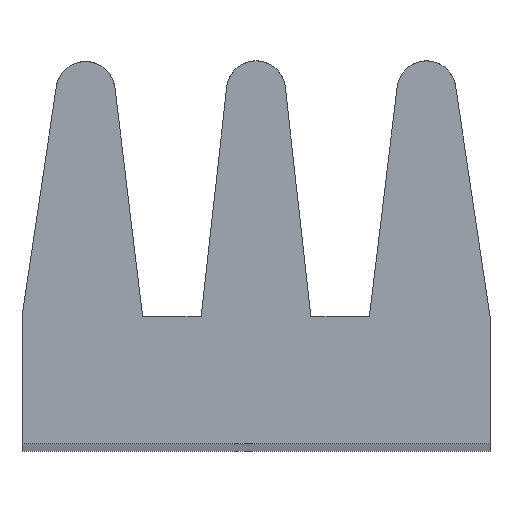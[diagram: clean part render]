
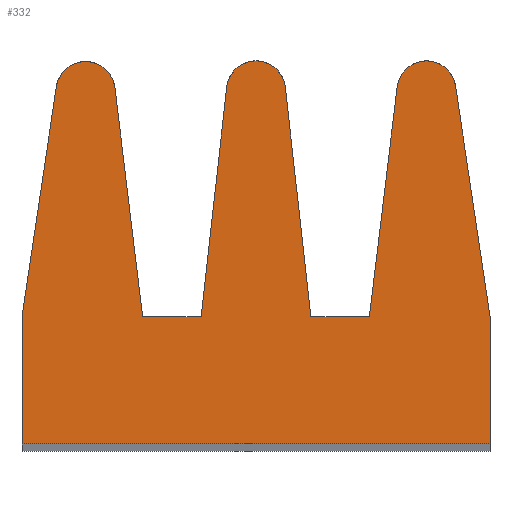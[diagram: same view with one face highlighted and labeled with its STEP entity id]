
A CAD part, top view. The second image highlights one B-rep face of the part: STEP entity #332.
In plain terms, the highlighted free-form (B-spline) face has degree [1, 1] with [2, 2] control points.
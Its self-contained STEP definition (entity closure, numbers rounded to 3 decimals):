
#200=(
BOUNDED_SURFACE()
B_SPLINE_SURFACE(1,1,((#201,#202),(#203,#204)),.UNSPECIFIED.,.F.,.F.,.F.)
B_SPLINE_SURFACE_WITH_KNOTS((2,2),(2,2),(0.000,1.000),(0.000,1.000),.UNSPECIFIED.)
GEOMETRIC_REPRESENTATION_ITEM()
RATIONAL_B_SPLINE_SURFACE(((1.,1.),(1.,1.)))
REPRESENTATION_ITEM('')
SURFACE()
);
#201=CARTESIAN_POINT('',(-4.,4.374,35.));
#202=CARTESIAN_POINT('',(4.,4.374,35.));
#203=CARTESIAN_POINT('',(-4.,-2.174,35.));
#204=CARTESIAN_POINT('',(4.,-2.174,35.));
#205=CARTESIAN_POINT('',(-4.,-2.174,35.));
#206=VERTEX_POINT('',#205);
#207=(
BOUNDED_CURVE()
B_SPLINE_CURVE(1,(#208,#209),.UNSPECIFIED.,.F.,.F.)
B_SPLINE_CURVE_WITH_KNOTS((2,2),(0.000,1.000),.UNSPECIFIED.)
CURVE()
GEOMETRIC_REPRESENTATION_ITEM()
RATIONAL_B_SPLINE_CURVE((1.,1.))
REPRESENTATION_ITEM('')
);
#208=CARTESIAN_POINT('',(-4.,-2.174,35.));
#209=CARTESIAN_POINT('',(-4.,0.,35.));
#210=CARTESIAN_POINT('',(-4.,0.,35.));
#211=VERTEX_POINT('',#210);
#212=EDGE_CURVE('',#206,#211,#207,.T.);
#213=ORIENTED_EDGE('',*,*,#212,.T.);
#214=(
BOUNDED_CURVE()
B_SPLINE_CURVE(1,(#215,#216),.UNSPECIFIED.,.F.,.F.)
B_SPLINE_CURVE_WITH_KNOTS((2,2),(0.000,1.000),.UNSPECIFIED.)
CURVE()
GEOMETRIC_REPRESENTATION_ITEM()
RATIONAL_B_SPLINE_CURVE((1.,1.))
REPRESENTATION_ITEM('')
);
#215=CARTESIAN_POINT('',(-4.,0.,35.));
#216=CARTESIAN_POINT('',(-3.413,3.931,35.));
#217=CARTESIAN_POINT('',(-3.413,3.931,35.));
#218=VERTEX_POINT('',#217);
#219=EDGE_CURVE('',#211,#218,#214,.T.);
#220=ORIENTED_EDGE('',*,*,#219,.T.);
#221=(
BOUNDED_CURVE()
B_SPLINE_CURVE(2,(#222,#223,#224),.UNSPECIFIED.,.F.,.F.)
B_SPLINE_CURVE_WITH_KNOTS((3,3),(0.000,1.000),.UNSPECIFIED.)
CURVE()
GEOMETRIC_REPRESENTATION_ITEM()
RATIONAL_B_SPLINE_CURVE((1.,0.758,1.))
REPRESENTATION_ITEM('')
);
#222=CARTESIAN_POINT('',(-3.413,3.931,35.));
#223=CARTESIAN_POINT('',(-3.349,4.362,35.));
#224=CARTESIAN_POINT('',(-2.913,4.362,35.));
#225=CARTESIAN_POINT('',(-2.913,4.362,35.));
#226=VERTEX_POINT('',#225);
#227=EDGE_CURVE('',#218,#226,#221,.T.);
#228=ORIENTED_EDGE('',*,*,#227,.T.);
#229=(
BOUNDED_CURVE()
B_SPLINE_CURVE(2,(#230,#231,#232),.UNSPECIFIED.,.F.,.F.)
B_SPLINE_CURVE_WITH_KNOTS((3,3),(0.000,1.000),.UNSPECIFIED.)
CURVE()
GEOMETRIC_REPRESENTATION_ITEM()
RATIONAL_B_SPLINE_CURVE((1.,0.758,1.))
REPRESENTATION_ITEM('')
);
#230=CARTESIAN_POINT('',(-2.913,4.362,35.));
#231=CARTESIAN_POINT('',(-2.478,4.362,35.));
#232=CARTESIAN_POINT('',(-2.413,3.931,35.));
#233=CARTESIAN_POINT('',(-2.413,3.931,35.));
#234=VERTEX_POINT('',#233);
#235=EDGE_CURVE('',#226,#234,#229,.T.);
#236=ORIENTED_EDGE('',*,*,#235,.T.);
#237=(
BOUNDED_CURVE()
B_SPLINE_CURVE(1,(#238,#239),.UNSPECIFIED.,.F.,.F.)
B_SPLINE_CURVE_WITH_KNOTS((2,2),(0.000,1.000),.UNSPECIFIED.)
CURVE()
GEOMETRIC_REPRESENTATION_ITEM()
RATIONAL_B_SPLINE_CURVE((1.,1.))
REPRESENTATION_ITEM('')
);
#238=CARTESIAN_POINT('',(-2.413,3.931,35.));
#239=CARTESIAN_POINT('',(-1.938,0.,35.));
#240=CARTESIAN_POINT('',(-1.938,0.,35.));
#241=VERTEX_POINT('',#240);
#242=EDGE_CURVE('',#234,#241,#237,.T.);
#243=ORIENTED_EDGE('',*,*,#242,.T.);
#244=(
BOUNDED_CURVE()
B_SPLINE_CURVE(1,(#245,#246),.UNSPECIFIED.,.F.,.F.)
B_SPLINE_CURVE_WITH_KNOTS((2,2),(0.000,1.000),.UNSPECIFIED.)
CURVE()
GEOMETRIC_REPRESENTATION_ITEM()
RATIONAL_B_SPLINE_CURVE((1.,1.))
REPRESENTATION_ITEM('')
);
#245=CARTESIAN_POINT('',(-1.938,0.,35.));
#246=CARTESIAN_POINT('',(-0.938,0.,35.));
#247=CARTESIAN_POINT('',(-0.938,0.,35.));
#248=VERTEX_POINT('',#247);
#249=EDGE_CURVE('',#241,#248,#244,.T.);
#250=ORIENTED_EDGE('',*,*,#249,.T.);
#251=(
BOUNDED_CURVE()
B_SPLINE_CURVE(1,(#252,#253),.UNSPECIFIED.,.F.,.F.)
B_SPLINE_CURVE_WITH_KNOTS((2,2),(0.000,1.000),.UNSPECIFIED.)
CURVE()
GEOMETRIC_REPRESENTATION_ITEM()
RATIONAL_B_SPLINE_CURVE((1.,1.))
REPRESENTATION_ITEM('')
);
#252=CARTESIAN_POINT('',(-0.938,0.,35.));
#253=CARTESIAN_POINT('',(-0.5,3.931,35.));
#254=CARTESIAN_POINT('',(-0.5,3.931,35.));
#255=VERTEX_POINT('',#254);
#256=EDGE_CURVE('',#248,#255,#251,.T.);
#257=ORIENTED_EDGE('',*,*,#256,.T.);
#258=(
BOUNDED_CURVE()
B_SPLINE_CURVE(2,(#259,#260,#261),.UNSPECIFIED.,.F.,.F.)
B_SPLINE_CURVE_WITH_KNOTS((3,3),(0.000,1.000),.UNSPECIFIED.)
CURVE()
GEOMETRIC_REPRESENTATION_ITEM()
RATIONAL_B_SPLINE_CURVE((1.,0.748,1.))
REPRESENTATION_ITEM('')
);
#259=CARTESIAN_POINT('',(-0.5,3.931,35.));
#260=CARTESIAN_POINT('',(-0.446,4.374,35.));
#261=CARTESIAN_POINT('',(0.,4.374,35.));
#262=CARTESIAN_POINT('',(0.,4.374,35.));
#263=VERTEX_POINT('',#262);
#264=EDGE_CURVE('',#255,#263,#258,.T.);
#265=ORIENTED_EDGE('',*,*,#264,.T.);
#266=(
BOUNDED_CURVE()
B_SPLINE_CURVE(2,(#267,#268,#269),.UNSPECIFIED.,.F.,.F.)
B_SPLINE_CURVE_WITH_KNOTS((3,3),(0.000,1.000),.UNSPECIFIED.)
CURVE()
GEOMETRIC_REPRESENTATION_ITEM()
RATIONAL_B_SPLINE_CURVE((1.,0.748,1.))
REPRESENTATION_ITEM('')
);
#267=CARTESIAN_POINT('',(0.,4.374,35.));
#268=CARTESIAN_POINT('',(0.446,4.374,35.));
#269=CARTESIAN_POINT('',(0.5,3.931,35.));
#270=CARTESIAN_POINT('',(0.5,3.931,35.));
#271=VERTEX_POINT('',#270);
#272=EDGE_CURVE('',#263,#271,#266,.T.);
#273=ORIENTED_EDGE('',*,*,#272,.T.);
#274=(
BOUNDED_CURVE()
B_SPLINE_CURVE(1,(#275,#276),.UNSPECIFIED.,.F.,.F.)
B_SPLINE_CURVE_WITH_KNOTS((2,2),(0.000,1.000),.UNSPECIFIED.)
CURVE()
GEOMETRIC_REPRESENTATION_ITEM()
RATIONAL_B_SPLINE_CURVE((1.,1.))
REPRESENTATION_ITEM('')
);
#275=CARTESIAN_POINT('',(0.5,3.931,35.));
#276=CARTESIAN_POINT('',(0.938,0.,35.));
#277=CARTESIAN_POINT('',(0.938,0.,35.));
#278=VERTEX_POINT('',#277);
#279=EDGE_CURVE('',#271,#278,#274,.T.);
#280=ORIENTED_EDGE('',*,*,#279,.T.);
#281=(
BOUNDED_CURVE()
B_SPLINE_CURVE(1,(#282,#283),.UNSPECIFIED.,.F.,.F.)
B_SPLINE_CURVE_WITH_KNOTS((2,2),(0.000,1.000),.UNSPECIFIED.)
CURVE()
GEOMETRIC_REPRESENTATION_ITEM()
RATIONAL_B_SPLINE_CURVE((1.,1.))
REPRESENTATION_ITEM('')
);
#282=CARTESIAN_POINT('',(0.938,0.,35.));
#283=CARTESIAN_POINT('',(1.938,0.,35.));
#284=CARTESIAN_POINT('',(1.938,0.,35.));
#285=VERTEX_POINT('',#284);
#286=EDGE_CURVE('',#278,#285,#281,.T.);
#287=ORIENTED_EDGE('',*,*,#286,.T.);
#288=(
BOUNDED_CURVE()
B_SPLINE_CURVE(1,(#289,#290),.UNSPECIFIED.,.F.,.F.)
B_SPLINE_CURVE_WITH_KNOTS((2,2),(0.000,1.000),.UNSPECIFIED.)
CURVE()
GEOMETRIC_REPRESENTATION_ITEM()
RATIONAL_B_SPLINE_CURVE((1.,1.))
REPRESENTATION_ITEM('')
);
#289=CARTESIAN_POINT('',(1.938,0.,35.));
#290=CARTESIAN_POINT('',(2.413,3.931,35.));
#291=CARTESIAN_POINT('',(2.413,3.931,35.));
#292=VERTEX_POINT('',#291);
#293=EDGE_CURVE('',#285,#292,#288,.T.);
#294=ORIENTED_EDGE('',*,*,#293,.T.);
#295=(
BOUNDED_CURVE()
B_SPLINE_CURVE(2,(#296,#297,#298),.UNSPECIFIED.,.F.,.F.)
B_SPLINE_CURVE_WITH_KNOTS((3,3),(0.000,1.000),.UNSPECIFIED.)
CURVE()
GEOMETRIC_REPRESENTATION_ITEM()
RATIONAL_B_SPLINE_CURVE((1.,0.748,1.))
REPRESENTATION_ITEM('')
);
#296=CARTESIAN_POINT('',(2.413,3.931,35.));
#297=CARTESIAN_POINT('',(2.467,4.374,35.));
#298=CARTESIAN_POINT('',(2.913,4.374,35.));
#299=CARTESIAN_POINT('',(2.913,4.374,35.));
#300=VERTEX_POINT('',#299);
#301=EDGE_CURVE('',#292,#300,#295,.T.);
#302=ORIENTED_EDGE('',*,*,#301,.T.);
#303=(
BOUNDED_CURVE()
B_SPLINE_CURVE(2,(#304,#305,#306),.UNSPECIFIED.,.F.,.F.)
B_SPLINE_CURVE_WITH_KNOTS((3,3),(0.000,1.000),.UNSPECIFIED.)
CURVE()
GEOMETRIC_REPRESENTATION_ITEM()
RATIONAL_B_SPLINE_CURVE((1.,0.748,1.))
REPRESENTATION_ITEM('')
);
#304=CARTESIAN_POINT('',(2.913,4.374,35.));
#305=CARTESIAN_POINT('',(3.36,4.374,35.));
#306=CARTESIAN_POINT('',(3.413,3.931,35.));
#307=CARTESIAN_POINT('',(3.413,3.931,35.));
#308=VERTEX_POINT('',#307);
#309=EDGE_CURVE('',#300,#308,#303,.T.);
#310=ORIENTED_EDGE('',*,*,#309,.T.);
#311=(
BOUNDED_CURVE()
B_SPLINE_CURVE(1,(#312,#313),.UNSPECIFIED.,.F.,.F.)
B_SPLINE_CURVE_WITH_KNOTS((2,2),(0.000,1.000),.UNSPECIFIED.)
CURVE()
GEOMETRIC_REPRESENTATION_ITEM()
RATIONAL_B_SPLINE_CURVE((1.,1.))
REPRESENTATION_ITEM('')
);
#312=CARTESIAN_POINT('',(3.413,3.931,35.));
#313=CARTESIAN_POINT('',(4.,0.,35.));
#314=CARTESIAN_POINT('',(4.,0.,35.));
#315=VERTEX_POINT('',#314);
#316=EDGE_CURVE('',#308,#315,#311,.T.);
#317=ORIENTED_EDGE('',*,*,#316,.T.);
#318=(
BOUNDED_CURVE()
B_SPLINE_CURVE(1,(#319,#320),.UNSPECIFIED.,.F.,.F.)
B_SPLINE_CURVE_WITH_KNOTS((2,2),(0.000,1.000),.UNSPECIFIED.)
CURVE()
GEOMETRIC_REPRESENTATION_ITEM()
RATIONAL_B_SPLINE_CURVE((1.,1.))
REPRESENTATION_ITEM('')
);
#319=CARTESIAN_POINT('',(4.,0.,35.));
#320=CARTESIAN_POINT('',(4.,-2.174,35.));
#321=CARTESIAN_POINT('',(4.,-2.174,35.));
#322=VERTEX_POINT('',#321);
#323=EDGE_CURVE('',#315,#322,#318,.T.);
#324=ORIENTED_EDGE('',*,*,#323,.T.);
#325=(
BOUNDED_CURVE()
B_SPLINE_CURVE(1,(#326,#327),.UNSPECIFIED.,.F.,.F.)
B_SPLINE_CURVE_WITH_KNOTS((2,2),(0.000,1.000),.UNSPECIFIED.)
CURVE()
GEOMETRIC_REPRESENTATION_ITEM()
RATIONAL_B_SPLINE_CURVE((1.,1.))
REPRESENTATION_ITEM('')
);
#326=CARTESIAN_POINT('',(4.,-2.174,35.));
#327=CARTESIAN_POINT('',(-4.,-2.174,35.));
#328=EDGE_CURVE('',#322,#206,#325,.T.);
#329=ORIENTED_EDGE('',*,*,#328,.T.);
#330=EDGE_LOOP('',(#213,#220,#228,#236,#243,#250,#257,#265,#273,#280,#287,#294,#302,#310,#317,#324,#329));
#331=FACE_OUTER_BOUND('',#330,.T.);
#332=ADVANCED_FACE('',(#331),#200,.T.);
